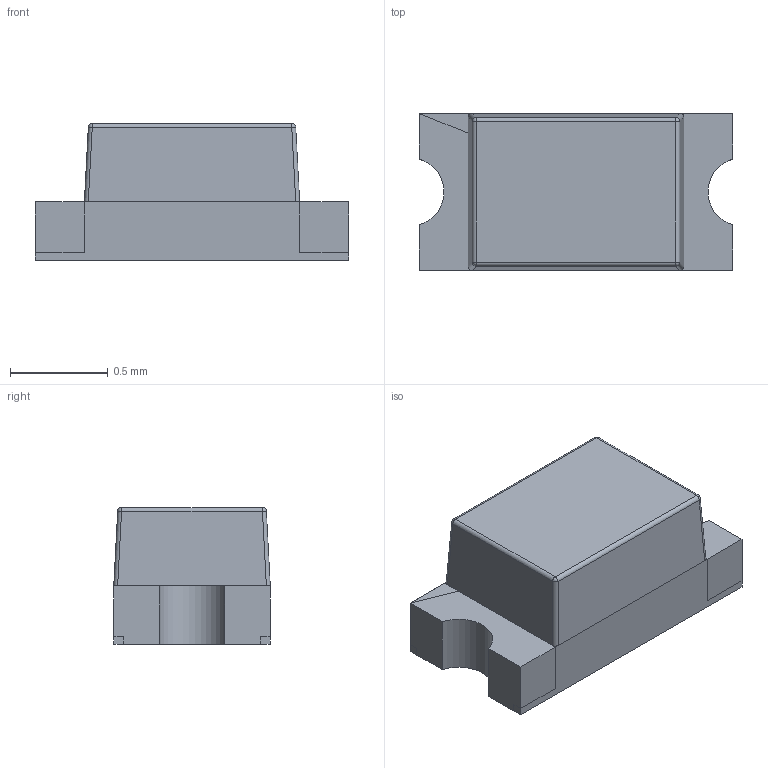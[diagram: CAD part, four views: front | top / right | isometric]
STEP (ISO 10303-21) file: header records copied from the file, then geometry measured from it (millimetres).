
FILE_DESCRIPTION(('FreeCAD Model'),'2;1');
FILE_NAME('housing_sp.step','2017-12-18T13:04:48',( 'kicad StepUp'),('ksu MCAD'),'Open CASCADE STEP processor 6.8', 'FreeCAD','Unknown');
FILE_SCHEMA(('AUTOMOTIVE_DESIGN_CC2 { 1 2 10303 214 -1 1 5 4 }'));
Length unit declared in the file: millimetre
Products named in the file (1): housing_sp
Bounding box: 1.6 x 0.8 x 0.7 mm (x, y, z)
Volume: 0.7 mm3; surface area: 5.3 mm2
Topology: 1 solids, 1 shells, 50 faces, 121 edges, 70 vertices
Faces by surface type: plane 36, cylinder 10, sphere 4
Entity records: 1754 total; most frequent: DIRECTION 239, CARTESIAN_POINT 238, ORIENTED_EDGE 234, EDGE_CURVE 117, LINE 97, VECTOR 97, AXIS2_PLACEMENT_3D 71, VERTEX_POINT 70
